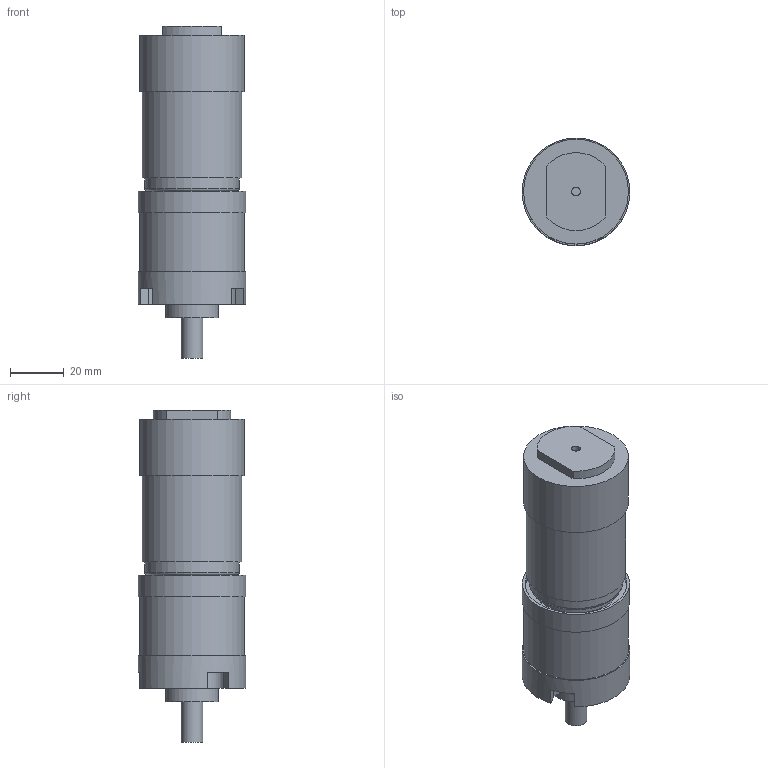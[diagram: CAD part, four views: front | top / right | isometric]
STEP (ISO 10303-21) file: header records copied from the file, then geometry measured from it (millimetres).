
FILE_DESCRIPTION(/* description */ ('','CAx-IF Rec.Pracs.---Representation and Presentation of Product Manufacturing Information (PMI)---4.0---2014-10-13'),/* implementation_level */ '2;1');
FILE_NAME(/* name */ '',/* time_stamp */ '2025-02-02T21:54:29+01:00',/* author */ (''),/* organization */ (''),/* preprocessor_version */ 'ST-DEVELOPER v20',/* originating_system */ 'Autodesk Translation Framework v13.20.0.188',/* authorisation */ '');
FILE_SCHEMA (('AP242_MANAGED_MODEL_BASED_3D_ENGINEERING_MIM_LF { 1 0 10303 442 1 1 4 }'));
Length unit declared in the file: millimetre
Products named in the file (1): E192.24.67
Bounding box: 40 x 40 x 123.5 mm (x, y, z)
Volume: 111895 mm3; surface area: 20583.7 mm2
Topology: 1 solids, 1 shells, 63 faces, 131 edges, 83 vertices
Faces by surface type: plane 26, cylinder 24, cone 12, torus 1
Full cylindrical faces by diameter (mm): 3.175 x1, 3.3 x6, 8 x2, 16 x1, 19.6 x1, 32 x1, 35 x1, 37 x1, 38 x1, 39 x2, 40 x2
Entity records: 1686 total; most frequent: DIRECTION 315, CARTESIAN_POINT 272, ORIENTED_EDGE 250, AXIS2_PLACEMENT_3D 126, EDGE_CURVE 125, VERTEX_POINT 83, EDGE_LOOP 82, LINE 63
